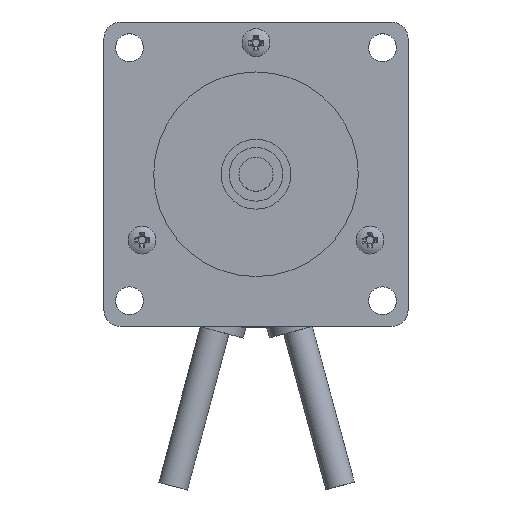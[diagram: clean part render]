
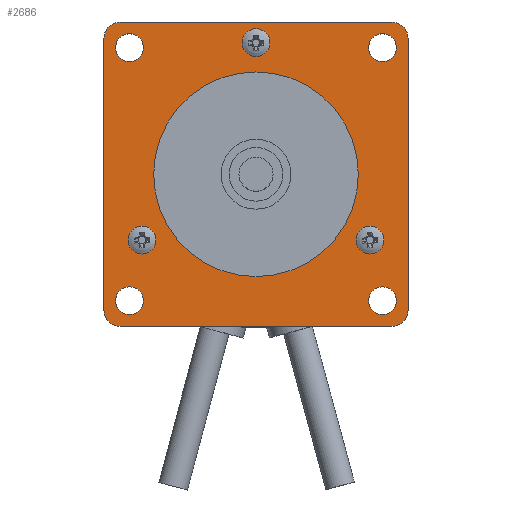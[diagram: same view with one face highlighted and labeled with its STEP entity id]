
A CAD part, top view. The second image highlights one B-rep face of the part: STEP entity #2686.
In plain terms, the highlighted planar face has unit normal (0, 0, 1).
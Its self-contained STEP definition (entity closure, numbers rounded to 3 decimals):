
#147=LINE('',#4837,#275);
#148=LINE('',#4841,#276);
#149=LINE('',#4845,#277);
#150=LINE('',#4849,#278);
#275=VECTOR('',#3842,10.);
#276=VECTOR('',#3845,10.);
#277=VECTOR('',#3848,10.);
#278=VECTOR('',#3851,10.);
#489=PLANE('',#3044);
#553=FACE_BOUND('',#961,.T.);
#554=FACE_BOUND('',#962,.T.);
#555=FACE_BOUND('',#963,.T.);
#556=FACE_BOUND('',#964,.T.);
#557=FACE_BOUND('',#965,.T.);
#558=FACE_BOUND('',#966,.T.);
#559=FACE_BOUND('',#967,.T.);
#560=FACE_BOUND('',#968,.T.);
#727=FACE_OUTER_BOUND('',#960,.T.);
#960=EDGE_LOOP('',(#2424,#2425,#2426,#2427,#2428,#2429,#2430,#2431));
#961=EDGE_LOOP('',(#2432));
#962=EDGE_LOOP('',(#2433));
#963=EDGE_LOOP('',(#2434));
#964=EDGE_LOOP('',(#2435));
#965=EDGE_LOOP('',(#2436));
#966=EDGE_LOOP('',(#2437));
#967=EDGE_LOOP('',(#2438));
#968=EDGE_LOOP('',(#2439));
#1149=CIRCLE('',#3042,19.05);
#1150=CIRCLE('',#3045,3.);
#1151=CIRCLE('',#3046,3.);
#1152=CIRCLE('',#3047,3.);
#1153=CIRCLE('',#3048,3.);
#1154=CIRCLE('',#3049,2.6);
#1155=CIRCLE('',#3050,2.6);
#1156=CIRCLE('',#3051,2.6);
#1157=CIRCLE('',#3052,2.6);
#1158=CIRCLE('',#3053,2.6);
#1159=CIRCLE('',#3054,2.6);
#1160=CIRCLE('',#3055,2.6);
#1406=VERTEX_POINT('',#4831);
#1407=VERTEX_POINT('',#4835);
#1408=VERTEX_POINT('',#4836);
#1409=VERTEX_POINT('',#4838);
#1410=VERTEX_POINT('',#4840);
#1411=VERTEX_POINT('',#4842);
#1412=VERTEX_POINT('',#4844);
#1413=VERTEX_POINT('',#4846);
#1414=VERTEX_POINT('',#4848);
#1415=VERTEX_POINT('',#4851);
#1416=VERTEX_POINT('',#4853);
#1417=VERTEX_POINT('',#4855);
#1418=VERTEX_POINT('',#4857);
#1419=VERTEX_POINT('',#4859);
#1420=VERTEX_POINT('',#4861);
#1421=VERTEX_POINT('',#4863);
#1755=EDGE_CURVE('',#1406,#1406,#1149,.T.);
#1756=EDGE_CURVE('',#1407,#1408,#147,.T.);
#1757=EDGE_CURVE('',#1409,#1407,#1150,.T.);
#1758=EDGE_CURVE('',#1410,#1409,#148,.T.);
#1759=EDGE_CURVE('',#1411,#1410,#1151,.T.);
#1760=EDGE_CURVE('',#1412,#1411,#149,.T.);
#1761=EDGE_CURVE('',#1413,#1412,#1152,.T.);
#1762=EDGE_CURVE('',#1414,#1413,#150,.T.);
#1763=EDGE_CURVE('',#1408,#1414,#1153,.T.);
#1764=EDGE_CURVE('',#1415,#1415,#1154,.T.);
#1765=EDGE_CURVE('',#1416,#1416,#1155,.T.);
#1766=EDGE_CURVE('',#1417,#1417,#1156,.T.);
#1767=EDGE_CURVE('',#1418,#1418,#1157,.T.);
#1768=EDGE_CURVE('',#1419,#1419,#1158,.T.);
#1769=EDGE_CURVE('',#1420,#1420,#1159,.T.);
#1770=EDGE_CURVE('',#1421,#1421,#1160,.T.);
#2424=ORIENTED_EDGE('',*,*,#1756,.F.);
#2425=ORIENTED_EDGE('',*,*,#1757,.F.);
#2426=ORIENTED_EDGE('',*,*,#1758,.F.);
#2427=ORIENTED_EDGE('',*,*,#1759,.F.);
#2428=ORIENTED_EDGE('',*,*,#1760,.F.);
#2429=ORIENTED_EDGE('',*,*,#1761,.F.);
#2430=ORIENTED_EDGE('',*,*,#1762,.F.);
#2431=ORIENTED_EDGE('',*,*,#1763,.F.);
#2432=ORIENTED_EDGE('',*,*,#1764,.T.);
#2433=ORIENTED_EDGE('',*,*,#1765,.T.);
#2434=ORIENTED_EDGE('',*,*,#1766,.T.);
#2435=ORIENTED_EDGE('',*,*,#1767,.T.);
#2436=ORIENTED_EDGE('',*,*,#1768,.T.);
#2437=ORIENTED_EDGE('',*,*,#1769,.T.);
#2438=ORIENTED_EDGE('',*,*,#1770,.T.);
#2439=ORIENTED_EDGE('',*,*,#1755,.T.);
#2686=ADVANCED_FACE('',(#727,#553,#554,#555,#556,#557,#558,#559,#560),#489,
 .T.);
#3042=AXIS2_PLACEMENT_3D('',#4832,#3836,#3837);
#3044=AXIS2_PLACEMENT_3D('',#4834,#3840,#3841);
#3045=AXIS2_PLACEMENT_3D('',#4839,#3843,#3844);
#3046=AXIS2_PLACEMENT_3D('',#4843,#3846,#3847);
#3047=AXIS2_PLACEMENT_3D('',#4847,#3849,#3850);
#3048=AXIS2_PLACEMENT_3D('',#4850,#3852,#3853);
#3049=AXIS2_PLACEMENT_3D('',#4852,#3854,#3855);
#3050=AXIS2_PLACEMENT_3D('',#4854,#3856,#3857);
#3051=AXIS2_PLACEMENT_3D('',#4856,#3858,#3859);
#3052=AXIS2_PLACEMENT_3D('',#4858,#3860,#3861);
#3053=AXIS2_PLACEMENT_3D('',#4860,#3862,#3863);
#3054=AXIS2_PLACEMENT_3D('',#4862,#3864,#3865);
#3055=AXIS2_PLACEMENT_3D('',#4864,#3866,#3867);
#3836=DIRECTION('center_axis',(0.,0.,
-1.));
#3837=DIRECTION('ref_axis',(-1.,0.,0.));
#3840=DIRECTION('center_axis',(0.,0.,
1.));
#3841=DIRECTION('ref_axis',(1.,0.,0.));
#3842=DIRECTION('',(1.,0.,0.));
#3843=DIRECTION('center_axis',(0.,0.,
-1.));
#3844=DIRECTION('ref_axis',(0.,-1.,0.));
#3845=DIRECTION('',(0.,1.,0.));
#3846=DIRECTION('center_axis',(0.,0.,
-1.));
#3847=DIRECTION('ref_axis',(1.,0.,0.));
#3848=DIRECTION('',(-1.,0.,0.));
#3849=DIRECTION('center_axis',(0.,0.,
-1.));
#3850=DIRECTION('ref_axis',(0.,1.,0.));
#3851=DIRECTION('',(0.,-1.,0.));
#3852=DIRECTION('center_axis',(0.,0.,
-1.));
#3853=DIRECTION('ref_axis',(-1.,0.,0.));
#3854=DIRECTION('center_axis',(0.,0.,
-1.));
#3855=DIRECTION('ref_axis',(-1.,0.,0.));
#3856=DIRECTION('center_axis',(0.,0.,
-1.));
#3857=DIRECTION('ref_axis',(-1.,0.,0.));
#3858=DIRECTION('center_axis',(0.,0.,
-1.));
#3859=DIRECTION('ref_axis',(-1.,0.,0.));
#3860=DIRECTION('center_axis',(0.,0.,
-1.));
#3861=DIRECTION('ref_axis',(-1.,0.,0.));
#3862=DIRECTION('center_axis',(0.,0.,
-1.));
#3863=DIRECTION('ref_axis',(-1.,0.,0.));
#3864=DIRECTION('center_axis',(0.,0.,
-1.));
#3865=DIRECTION('ref_axis',(-1.,0.,0.));
#3866=DIRECTION('center_axis',(0.,0.,
-1.));
#3867=DIRECTION('ref_axis',(-1.,0.,0.));
#4831=CARTESIAN_POINT('',(19.05,0.,30.5));
#4832=CARTESIAN_POINT('Origin',(0.,0.,
30.5));
#4834=CARTESIAN_POINT('Origin',(0.,0.,
30.5));
#4835=CARTESIAN_POINT('',(-25.3,28.3,30.5));
#4836=CARTESIAN_POINT('',(25.3,28.3,30.5));
#4837=CARTESIAN_POINT('',(-25.3,28.3,30.5));
#4838=CARTESIAN_POINT('',(-28.3,25.3,30.5));
#4839=CARTESIAN_POINT('Origin',(-25.3,25.3,30.5));
#4840=CARTESIAN_POINT('',(-28.3,-25.3,30.5));
#4841=CARTESIAN_POINT('',(-28.3,-25.3,30.5));
#4842=CARTESIAN_POINT('',(-25.3,-28.3,30.5));
#4843=CARTESIAN_POINT('Origin',(-25.3,-25.3,30.5));
#4844=CARTESIAN_POINT('',(25.3,-28.3,30.5));
#4845=CARTESIAN_POINT('',(25.3,-28.3,30.5));
#4846=CARTESIAN_POINT('',(28.3,-25.3,30.5));
#4847=CARTESIAN_POINT('Origin',(25.3,-25.3,30.5));
#4848=CARTESIAN_POINT('',(28.3,25.3,30.5));
#4849=CARTESIAN_POINT('',(28.3,25.3,30.5));
#4850=CARTESIAN_POINT('Origin',(25.3,25.3,30.5));
#4851=CARTESIAN_POINT('',(-20.95,-23.55,30.5));
#4852=CARTESIAN_POINT('Origin',(-23.55,-23.55,30.5));
#4853=CARTESIAN_POINT('',(-20.95,23.55,30.5));
#4854=CARTESIAN_POINT('Origin',(-23.55,23.55,30.5));
#4855=CARTESIAN_POINT('',(26.15,23.55,30.5));
#4856=CARTESIAN_POINT('Origin',(23.55,23.55,30.5));
#4857=CARTESIAN_POINT('',(26.15,-23.55,30.5));
#4858=CARTESIAN_POINT('Origin',(23.55,-23.55,30.5));
#4859=CARTESIAN_POINT('',(-18.618,-12.25,30.5));
#4860=CARTESIAN_POINT('Origin',(-21.218,-12.25,30.5));
#4861=CARTESIAN_POINT('',(23.818,-12.25,30.5));
#4862=CARTESIAN_POINT('Origin',(21.218,-12.25,30.5));
#4863=CARTESIAN_POINT('',(2.6,24.5,30.5));
#4864=CARTESIAN_POINT('Origin',(0.,24.5,
30.5));
